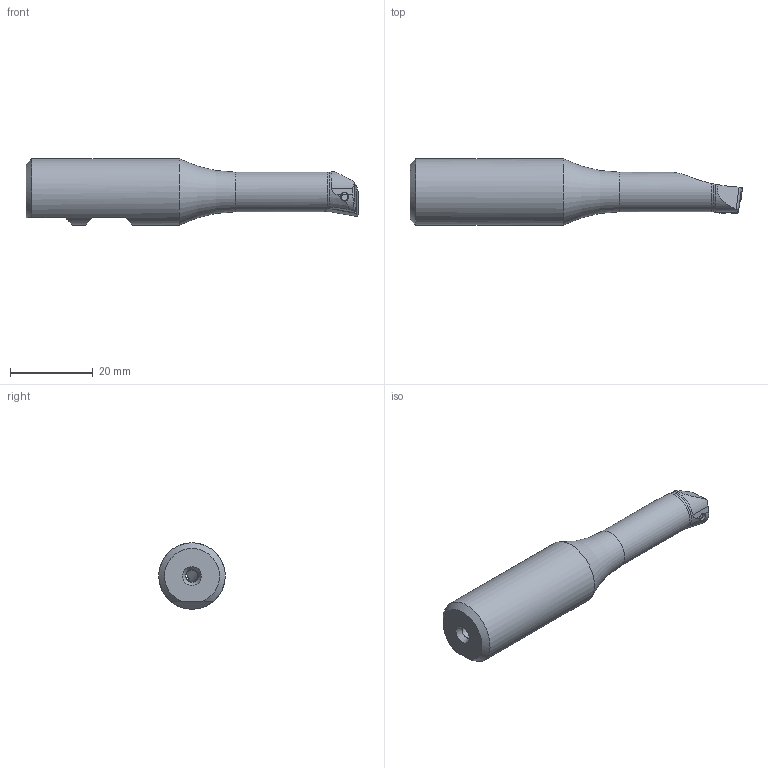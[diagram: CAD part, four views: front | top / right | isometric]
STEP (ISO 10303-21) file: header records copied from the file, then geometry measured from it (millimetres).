
FILE_DESCRIPTION (( 'STEP AP214' ), '1' );
FILE_NAME ('B12.WCA.K11.080.STEP', '2020-08-13T13:59:54', ( '' ), ( '' ), 'SwSTEP 2.0', 'SolidWorks 2017', '' );
FILE_SCHEMA (( 'AUTOMOTIVE_DESIGN' ));
Length unit declared in the file: millimetre
Products named in the file (4): CCMT060204; B12-WCA.K11.080_B; WCA-ER2.001.005_A; B12.WCA.K11.080
Assembly tree (3 placements, depth 2):
  B12.WCA.K11.080
    B12-WCA.K11.080_B
    CCMT060204
    WCA-ER2.001.005_A
Bounding box: 80 x 16 x 16 mm (x, y, z)
Volume: 9813.6 mm3; surface area: 4229.8 mm2
Topology: 3 solids, 3 shells, 105 faces, 268 edges, 167 vertices
Faces by surface type: plane 36, cylinder 28, cone 21, bspline 13, torus 6, sphere 1
Full cylindrical faces by diameter (mm): 2 x1, 2.05 x1, 2.5 x1, 2.8 x1, 3 x2, 3.4 x1, 3.85 x1, 9.55 x1, 16 x1
Entity records: 3911 total; most frequent: CARTESIAN_POINT 1276, ORIENTED_EDGE 476, DIRECTION 400, EDGE_CURVE 238, VERTEX_POINT 159, AXIS2_PLACEMENT_3D 157, EDGE_LOOP 131, FACE_OUTER_BOUND 120
